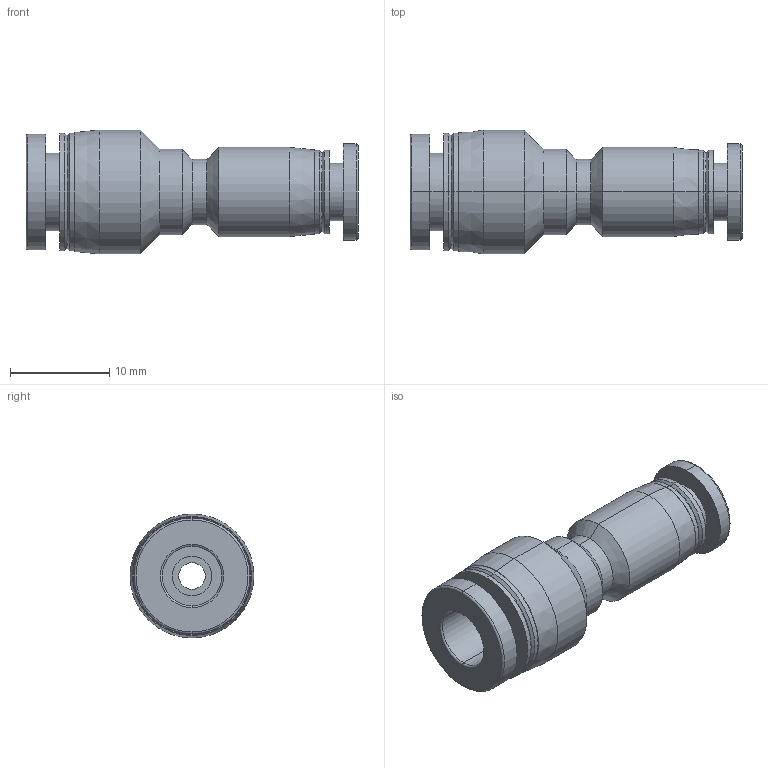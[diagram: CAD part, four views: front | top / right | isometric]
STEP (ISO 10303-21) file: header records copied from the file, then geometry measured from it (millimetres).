
FILE_DESCRIPTION (( 'STEP AP214' ), '1' );
FILE_NAME ('φ6 - φ4 Reducing Straight Connector减径直通接头.step', '2016-10-28T04:20:44', ( 'dell' ), ( '' ), 'SwSTEP 2.0', 'SolidWorks 2013', '' );
FILE_SCHEMA (( 'AUTOMOTIVE_DESIGN' ));
Length unit declared in the file: millimetre
Products named in the file (1): 耳6 - 耳4 Reducing Straight Connector熬噤眻籵諉芛
Bounding box: 33.5 x 12.5 x 12.5 mm (x, y, z)
Volume: 1881 mm3; surface area: 1954.1 mm2
Topology: 1 solids, 1 shells, 69 faces, 138 edges, 80 vertices
Faces by surface type: cylinder 32, cone 18, plane 11, torus 8
Entity records: 1830 total; most frequent: DIRECTION 366, CARTESIAN_POINT 288, ORIENTED_EDGE 276, AXIS2_PLACEMENT_3D 158, EDGE_CURVE 138, CIRCLE 88, VERTEX_POINT 80, EDGE_LOOP 80
